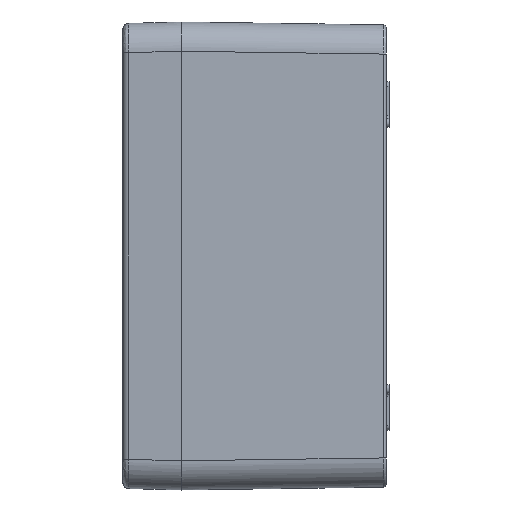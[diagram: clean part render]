
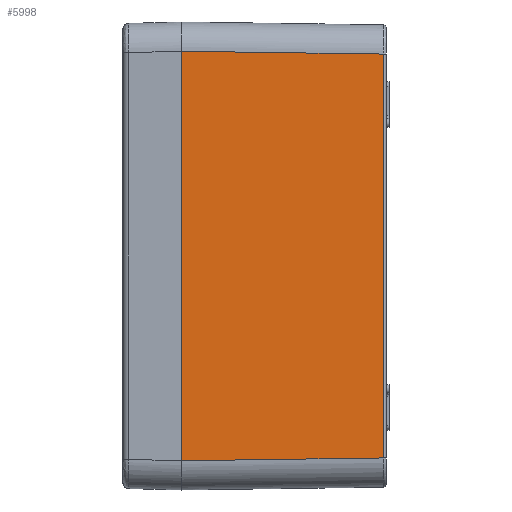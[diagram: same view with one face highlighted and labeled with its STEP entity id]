
A CAD part, left-side view. The second image highlights one B-rep face of the part: STEP entity #5998.
In plain terms, the highlighted planar face has unit normal (-1, -0.014, 0).
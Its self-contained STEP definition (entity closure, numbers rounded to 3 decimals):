
#669=CARTESIAN_POINT('',(-80.,70.,70.001));
#682=DIRECTION('',(0.,0.,1.));
#683=VECTOR('',#682,140.002);
#684=CARTESIAN_POINT('',(-80.,70.,-70.001));
#685=LINE('',#684,#683);
#697=CARTESIAN_POINT('',(-80.,70.,-70.001));
#1671=DIRECTION('',(0.,0.,-1.));
#1672=VECTOR('',#1671,138.074);
#1673=CARTESIAN_POINT('',(-79.036,0.986,
69.037));
#1674=LINE('',#1673,#1672);
#1678=DIRECTION('',(0.014,-1.,0.014));
#1679=VECTOR('',#1678,69.027);
#1680=CARTESIAN_POINT('',(-80.,70.,-70.001));
#1681=LINE('',#1680,#1679);
#1685=DIRECTION('',(0.014,-1.,-0.014));
#1686=VECTOR('',#1685,69.027);
#1687=CARTESIAN_POINT('',(-80.,70.,70.001));
#1688=LINE('',#1687,#1686);
#1702=CARTESIAN_POINT('',(-79.036,0.986,
69.037));
#4014=VERTEX_POINT('',#669);
#4017=VERTEX_POINT('',#697);
#4029=VERTEX_POINT('',#1702);
#4032=CARTESIAN_POINT('',(-79.036,0.986,
-69.037));
#4033=VERTEX_POINT('',#4032);
#5986=CARTESIAN_POINT('',(-80.,70.,-83.987));
#5987=DIRECTION('',(-1.,-0.014,0.));
#5988=DIRECTION('',(0.,0.,1.));
#5989=AXIS2_PLACEMENT_3D('',#5986,#5987,#5988);
#5990=PLANE('',#5989);
#5991=ORIENTED_EDGE('',*,*,#5793,.T.);
#5992=ORIENTED_EDGE('',*,*,#5981,.F.);
#5993=ORIENTED_EDGE('',*,*,#4860,.T.);
#5995=ORIENTED_EDGE('',*,*,#5994,.T.);
#5996=EDGE_LOOP('',(#5991,#5992,#5993,#5995));
#5997=FACE_OUTER_BOUND('',#5996,.F.);
#5998=ADVANCED_FACE('',(#5997),#5990,.T.);
#4860=EDGE_CURVE('',#4017,#4014,#685,.T.);
#5793=EDGE_CURVE('',#4029,#4033,#1674,.T.);
#5981=EDGE_CURVE('',#4017,#4033,#1681,.T.);
#5994=EDGE_CURVE('',#4014,#4029,#1688,.T.);
